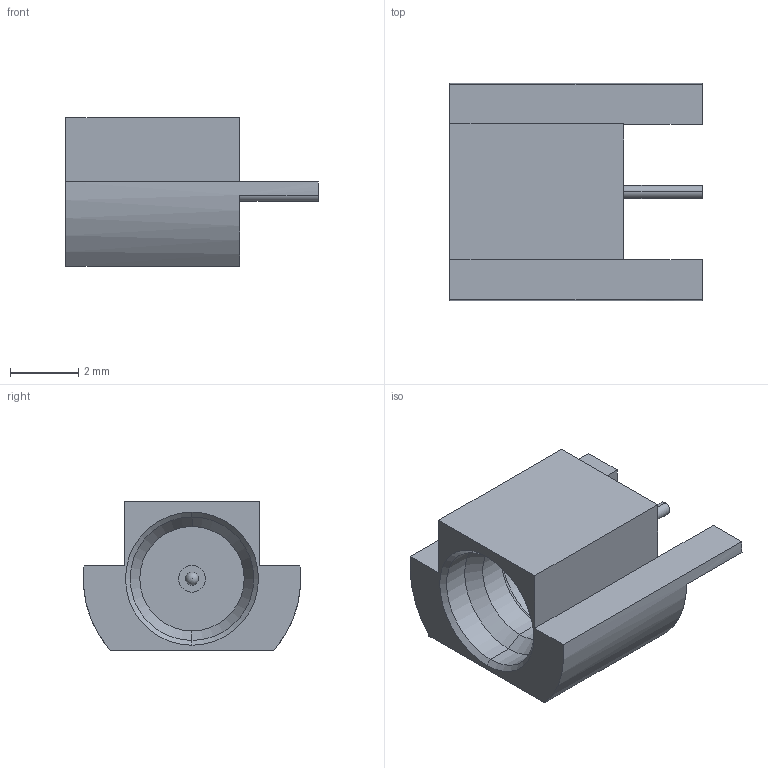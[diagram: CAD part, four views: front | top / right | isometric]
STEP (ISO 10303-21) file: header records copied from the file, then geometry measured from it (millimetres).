
FILE_DESCRIPTION (( 'STEP AP214' ), '1' );
FILE_NAME ('SC5195_3D.step', '2025-10-17T15:23:48', ( '' ), ( '' ), 'SwSTEP 2.0', 'SolidWorks 2025', '' );
FILE_SCHEMA (( 'AUTOMOTIVE_DESIGN' ));
Length unit declared in the file: inch
Products named in the file (1): SC5195_3D
Bounding box: 7.37 x 6.35 x 4.34 mm (x, y, z)
Volume: 90.1 mm3; surface area: 194 mm2
Topology: 1 solids, 1 shells, 41 faces, 92 edges, 57 vertices
Faces by surface type: plane 18, cylinder 16, cone 6, sphere 1
Entity records: 1151 total; most frequent: DIRECTION 210, CARTESIAN_POINT 188, ORIENTED_EDGE 180, EDGE_CURVE 90, AXIS2_PLACEMENT_3D 78, VERTEX_POINT 56, LINE 54, VECTOR 54
